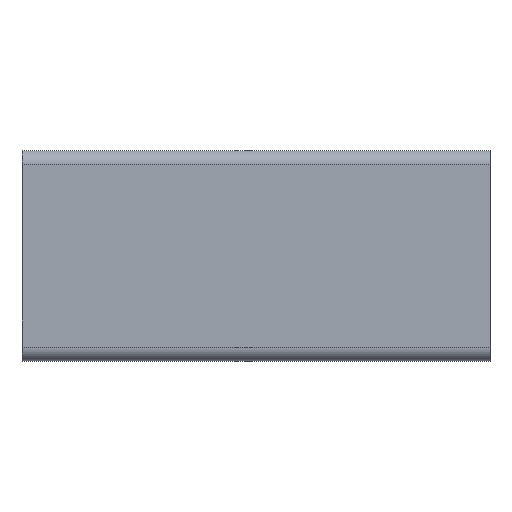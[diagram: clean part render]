
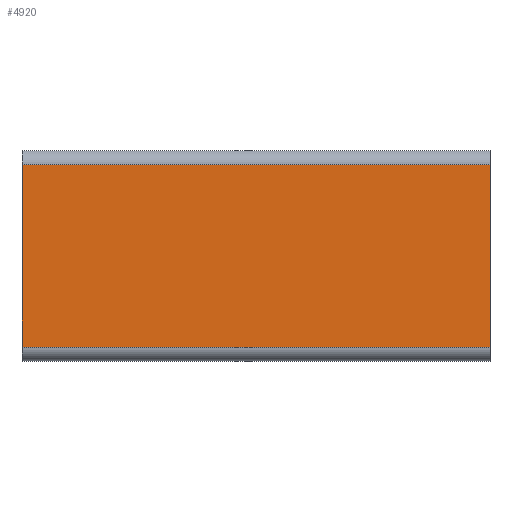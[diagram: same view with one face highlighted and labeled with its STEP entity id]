
A CAD part, top view. The second image highlights one B-rep face of the part: STEP entity #4920.
In plain terms, the highlighted planar face has unit normal (0, 0, 1).
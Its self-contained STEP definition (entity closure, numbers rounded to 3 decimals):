
#164 = DIRECTION ( 'NONE',  ( -1., 0., 0. ) ) ;
#176 = CARTESIAN_POINT ( 'NONE',  ( -40.816, 74.398, 22.5 ) ) ;
#342 = DIRECTION ( 'NONE',  ( -1., 0., 0. ) ) ;
#363 = FACE_OUTER_BOUND ( 'NONE', #7322, .T. ) ;
#432 = ORIENTED_EDGE ( 'NONE', *, *, #1507, .F. ) ;
#548 = CARTESIAN_POINT ( 'NONE',  ( 59.184, 74.398, 22.5 ) ) ;
#1507 = EDGE_CURVE ( 'NONE', #5305, #2528, #1950, .T. ) ;
#1647 = LINE ( 'NONE', #4427, #3442 ) ;
#1739 = DIRECTION ( 'NONE',  ( 0., -1., 0. ) ) ;
#1950 = LINE ( 'NONE', #548, #4628 ) ;
#2095 = VERTEX_POINT ( 'NONE', #176 ) ;
#2504 = DIRECTION ( 'NONE',  ( 0., 0., -1. ) ) ;
#2528 = VERTEX_POINT ( 'NONE', #6705 ) ;
#2549 = LINE ( 'NONE', #5272, #2745 ) ;
#2745 = VECTOR ( 'NONE', #4041, 1000. ) ;
#3028 = PLANE ( 'NONE',  #7490 ) ;
#3231 = CARTESIAN_POINT ( 'NONE',  ( -40.816, 35.398, 22.5 ) ) ;
#3442 = VECTOR ( 'NONE', #342, 1000. ) ;
#3445 = VERTEX_POINT ( 'NONE', #3231 ) ;
#3542 = VECTOR ( 'NONE', #3640, 1000. ) ;
#3640 = DIRECTION ( 'NONE',  ( 0., -1., 0. ) ) ;
#4041 = DIRECTION ( 'NONE',  ( -1., 0., 0. ) ) ;
#4158 = EDGE_CURVE ( 'NONE', #2095, #3445, #4254, .T. ) ;
#4254 = LINE ( 'NONE', #7085, #3542 ) ;
#4427 = CARTESIAN_POINT ( 'NONE',  ( 59.184, 35.398, 22.5 ) ) ;
#4448 = EDGE_CURVE ( 'NONE', #5305, #2095, #2549, .T. ) ;
#4628 = VECTOR ( 'NONE', #1739, 1000. ) ;
#4920 = ADVANCED_FACE ( 'NONE', ( #363 ), #3028, .F. ) ;
#5268 = ORIENTED_EDGE ( 'NONE', *, *, #4158, .T. ) ;
#5272 = CARTESIAN_POINT ( 'NONE',  ( 59.184, 74.398, 22.5 ) ) ;
#5305 = VERTEX_POINT ( 'NONE', #6802 ) ;
#5342 = CARTESIAN_POINT ( 'NONE',  ( 59.184, 74.398, 22.5 ) ) ;
#5589 = ORIENTED_EDGE ( 'NONE', *, *, #7031, .F. ) ;
#6705 = CARTESIAN_POINT ( 'NONE',  ( 59.184, 35.398, 22.5 ) ) ;
#6802 = CARTESIAN_POINT ( 'NONE',  ( 59.184, 74.398, 22.5 ) ) ;
#6867 = ORIENTED_EDGE ( 'NONE', *, *, #4448, .T. ) ;
#7031 = EDGE_CURVE ( 'NONE', #2528, #3445, #1647, .T. ) ;
#7085 = CARTESIAN_POINT ( 'NONE',  ( -40.816, 74.398, 22.5 ) ) ;
#7322 = EDGE_LOOP ( 'NONE', ( #5268, #5589, #432, #6867 ) ) ;
#7490 = AXIS2_PLACEMENT_3D ( 'NONE', #5342, #2504, #164 ) ;
